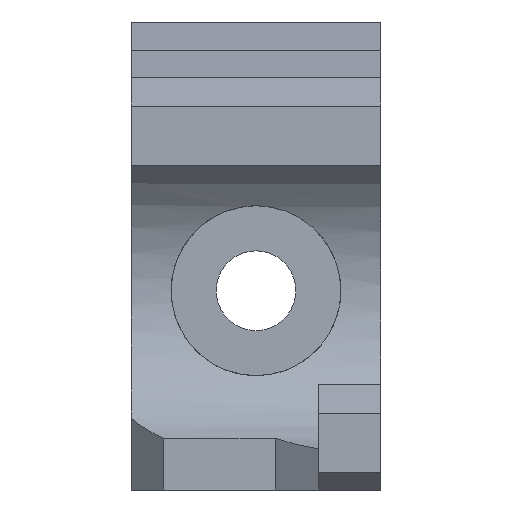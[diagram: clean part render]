
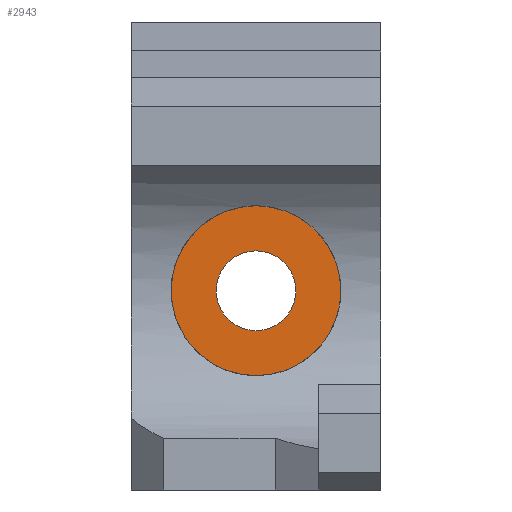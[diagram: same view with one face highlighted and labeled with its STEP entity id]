
A CAD part, left-side view. The second image highlights one B-rep face of the part: STEP entity #2943.
In plain terms, the highlighted planar face has unit normal (-1, 0, 0).
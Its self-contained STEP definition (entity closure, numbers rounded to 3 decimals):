
#157 = CYLINDRICAL_SURFACE('',#158,4.05);
#158 = AXIS2_PLACEMENT_3D('',#159,#160,#161);
#159 = CARTESIAN_POINT('',(23.,-12.7,0.));
#160 = DIRECTION('',(1.,0.,0.));
#161 = DIRECTION('',(0.,1.,0.));
#1278 = VERTEX_POINT('',#1279);
#1279 = CARTESIAN_POINT('',(20.,-8.65,0.));
#1302 = EDGE_CURVE('',#1278,#1278,#1303,.T.);
#1303 = SURFACE_CURVE('',#1304,(#1309,#1316),.PCURVE_S1.);
#1304 = CIRCLE('',#1305,4.05);
#1305 = AXIS2_PLACEMENT_3D('',#1306,#1307,#1308);
#1306 = CARTESIAN_POINT('',(20.,-12.7,0.));
#1307 = DIRECTION('',(1.,0.,0.));
#1308 = DIRECTION('',(0.,1.,0.));
#1309 = PCURVE('',#157,#1310);
#1310 = DEFINITIONAL_REPRESENTATION('',(#1311),#1315);
#1311 = LINE('',#1312,#1313);
#1312 = CARTESIAN_POINT('',(0.,-3.));
#1313 = VECTOR('',#1314,1.);
#1314 = DIRECTION('',(1.,0.));
#1315 = ( GEOMETRIC_REPRESENTATION_CONTEXT(2) 
PARAMETRIC_REPRESENTATION_CONTEXT() REPRESENTATION_CONTEXT('2D SPACE',''
  ) );
#1316 = PCURVE('',#1317,#1322);
#1317 = PLANE('',#1318);
#1318 = AXIS2_PLACEMENT_3D('',#1319,#1320,#1321);
#1319 = CARTESIAN_POINT('',(20.,-12.7,0.));
#1320 = DIRECTION('',(1.,0.,0.));
#1321 = DIRECTION('',(0.,1.,0.));
#1322 = DEFINITIONAL_REPRESENTATION('',(#1323),#1327);
#1323 = CIRCLE('',#1324,4.05);
#1324 = AXIS2_PLACEMENT_2D('',#1325,#1326);
#1325 = CARTESIAN_POINT('',(0.,0.));
#1326 = DIRECTION('',(1.,0.));
#1327 = ( GEOMETRIC_REPRESENTATION_CONTEXT(2) 
PARAMETRIC_REPRESENTATION_CONTEXT() REPRESENTATION_CONTEXT('2D SPACE',''
  ) );
#1954 = CYLINDRICAL_SURFACE('',#1955,8.625);
#1955 = AXIS2_PLACEMENT_3D('',#1956,#1957,#1958);
#1956 = CARTESIAN_POINT('',(20.,-12.7,0.));
#1957 = DIRECTION('',(1.,0.,0.));
#1958 = DIRECTION('',(0.,1.,0.));
#2943 = ADVANCED_FACE('',(#2944,#2970),#1317,.F.);
#2944 = FACE_BOUND('',#2945,.F.);
#2945 = EDGE_LOOP('',(#2946));
#2946 = ORIENTED_EDGE('',*,*,#2947,.T.);
#2947 = EDGE_CURVE('',#2948,#2948,#2950,.T.);
#2948 = VERTEX_POINT('',#2949);
#2949 = CARTESIAN_POINT('',(20.,-4.075,0.));
#2950 = SURFACE_CURVE('',#2951,(#2956,#2963),.PCURVE_S1.);
#2951 = CIRCLE('',#2952,8.625);
#2952 = AXIS2_PLACEMENT_3D('',#2953,#2954,#2955);
#2953 = CARTESIAN_POINT('',(20.,-12.7,0.));
#2954 = DIRECTION('',(1.,0.,0.));
#2955 = DIRECTION('',(0.,1.,0.));
#2956 = PCURVE('',#1317,#2957);
#2957 = DEFINITIONAL_REPRESENTATION('',(#2958),#2962);
#2958 = CIRCLE('',#2959,8.625);
#2959 = AXIS2_PLACEMENT_2D('',#2960,#2961);
#2960 = CARTESIAN_POINT('',(0.,0.));
#2961 = DIRECTION('',(1.,0.));
#2962 = ( GEOMETRIC_REPRESENTATION_CONTEXT(2) 
PARAMETRIC_REPRESENTATION_CONTEXT() REPRESENTATION_CONTEXT('2D SPACE',''
  ) );
#2963 = PCURVE('',#1954,#2964);
#2964 = DEFINITIONAL_REPRESENTATION('',(#2965),#2969);
#2965 = LINE('',#2966,#2967);
#2966 = CARTESIAN_POINT('',(0.,0.));
#2967 = VECTOR('',#2968,1.);
#2968 = DIRECTION('',(1.,0.));
#2969 = ( GEOMETRIC_REPRESENTATION_CONTEXT(2) 
PARAMETRIC_REPRESENTATION_CONTEXT() REPRESENTATION_CONTEXT('2D SPACE',''
  ) );
#2970 = FACE_BOUND('',#2971,.F.);
#2971 = EDGE_LOOP('',(#2972));
#2972 = ORIENTED_EDGE('',*,*,#1302,.F.);
